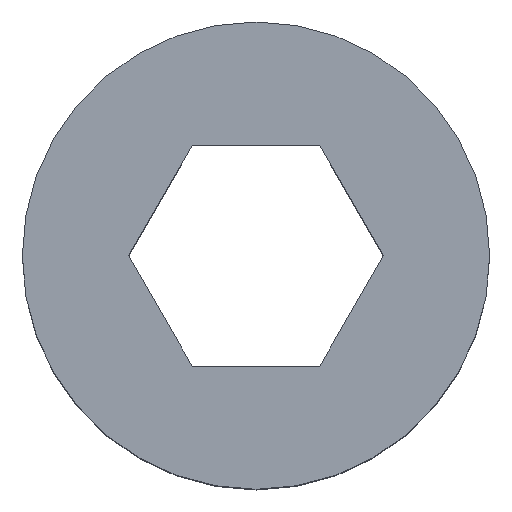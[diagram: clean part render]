
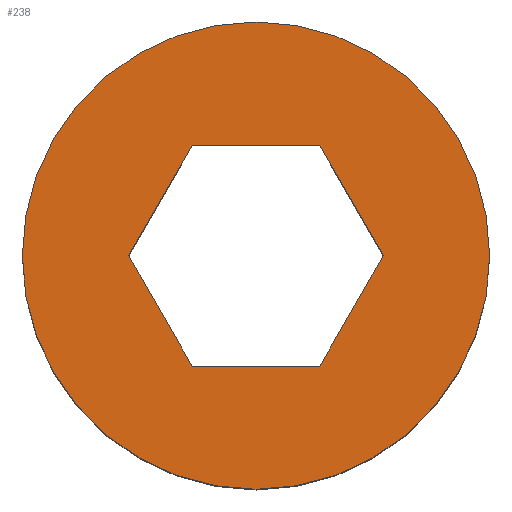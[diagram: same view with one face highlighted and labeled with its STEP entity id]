
A CAD part, top view. The second image highlights one B-rep face of the part: STEP entity #238.
In plain terms, the highlighted planar face has unit normal (0, 0, 1).
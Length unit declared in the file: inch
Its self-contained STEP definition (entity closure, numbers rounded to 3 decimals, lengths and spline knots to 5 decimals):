
#17 = VECTOR ( 'NONE', #271, 39.37008 ) ;
#26 = ORIENTED_EDGE ( 'NONE', *, *, #136, .F. ) ;
#37 = VERTEX_POINT ( 'NONE', #266 ) ;
#38 = CARTESIAN_POINT ( 'NONE',  ( 0.14491, 0.251, 0.4375 ) ) ;
#52 = EDGE_CURVE ( 'NONE', #296, #37, #81, .T. ) ;
#54 = CARTESIAN_POINT ( 'NONE',  ( 0.14491, -0.251, 0.4375 ) ) ;
#73 = CARTESIAN_POINT ( 'NONE',  ( -0.14491, 0.251, 0.4375 ) ) ;
#76 = CIRCLE ( 'NONE', #143, 0.53125 ) ;
#81 = LINE ( 'NONE', #307, #17 ) ;
#92 = CARTESIAN_POINT ( 'NONE',  ( 0.28983, 0., 0.4375 ) ) ;
#94 = FACE_OUTER_BOUND ( 'NONE', #509, .T. ) ;
#96 = CARTESIAN_POINT ( 'NONE',  ( -0.28983, 0., 0.4375 ) ) ;
#103 = ORIENTED_EDGE ( 'NONE', *, *, #370, .F. ) ;
#105 = VERTEX_POINT ( 'NONE', #161 ) ;
#113 = EDGE_CURVE ( 'NONE', #344, #163, #76, .T. ) ;
#120 = EDGE_CURVE ( 'NONE', #245, #105, #283, .T. ) ;
#124 = DIRECTION ( 'NONE',  ( -0.5, 0.866, 0. ) ) ;
#129 = VECTOR ( 'NONE', #124, 39.37008 ) ;
#131 = DIRECTION ( 'NONE',  ( -1., 0., 0. ) ) ;
#136 = EDGE_CURVE ( 'NONE', #335, #245, #395, .T. ) ;
#137 = DIRECTION ( 'NONE',  ( 0.5, 0.866, 0. ) ) ;
#141 = EDGE_CURVE ( 'NONE', #37, #471, #174, .T. ) ;
#143 = AXIS2_PLACEMENT_3D ( 'NONE', #388, #318, #276 ) ;
#144 = LINE ( 'NONE', #73, #345 ) ;
#161 = CARTESIAN_POINT ( 'NONE',  ( -0.14491, 0.251, 0.4375 ) ) ;
#163 = VERTEX_POINT ( 'NONE', #403 ) ;
#174 = LINE ( 'NONE', #466, #485 ) ;
#195 = CARTESIAN_POINT ( 'NONE',  ( 0.14491, -0.251, 0.4375 ) ) ;
#199 = ORIENTED_EDGE ( 'NONE', *, *, #113, .F. ) ;
#215 = AXIS2_PLACEMENT_3D ( 'NONE', #487, #216, #291 ) ;
#216 = DIRECTION ( 'NONE',  ( 0., 0., 1. ) ) ;
#224 = ORIENTED_EDGE ( 'NONE', *, *, #324, .F. ) ;
#230 = EDGE_LOOP ( 'NONE', ( #224, #390, #461, #103, #436, #26 ) ) ;
#238 = ADVANCED_FACE ( 'NONE', ( #295, #94 ), #327, .T. ) ;
#245 = VERTEX_POINT ( 'NONE', #483 ) ;
#252 = LINE ( 'NONE', #54, #458 ) ;
#266 = CARTESIAN_POINT ( 'NONE',  ( -0.14491, -0.251, 0.4375 ) ) ;
#271 = DIRECTION ( 'NONE',  ( 0.5, -0.866, 0. ) ) ;
#276 = DIRECTION ( 'NONE',  ( -1., 0., 0. ) ) ;
#283 = LINE ( 'NONE', #38, #486 ) ;
#291 = DIRECTION ( 'NONE',  ( 1., 0., 0. ) ) ;
#295 = FACE_BOUND ( 'NONE', #230, .T. ) ;
#296 = VERTEX_POINT ( 'NONE', #96 ) ;
#307 = CARTESIAN_POINT ( 'NONE',  ( -0.28983, 0., 0.4375 ) ) ;
#316 = CIRCLE ( 'NONE', #362, 0.53125 ) ;
#318 = DIRECTION ( 'NONE',  ( 0., 0., -1. ) ) ;
#324 = EDGE_CURVE ( 'NONE', #471, #335, #252, .T. ) ;
#327 = PLANE ( 'NONE',  #215 ) ;
#335 = VERTEX_POINT ( 'NONE', #366 ) ;
#342 = DIRECTION ( 'NONE',  ( -0.5, -0.866, 0. ) ) ;
#344 = VERTEX_POINT ( 'NONE', #405 ) ;
#345 = VECTOR ( 'NONE', #342, 39.37008 ) ;
#362 = AXIS2_PLACEMENT_3D ( 'NONE', #452, #501, #410 ) ;
#366 = CARTESIAN_POINT ( 'NONE',  ( 0.28983, 0., 0.4375 ) ) ;
#370 = EDGE_CURVE ( 'NONE', #105, #296, #144, .T. ) ;
#378 = EDGE_CURVE ( 'NONE', #163, #344, #316, .T. ) ;
#388 = CARTESIAN_POINT ( 'NONE',  ( 0., 0., 0.4375 ) ) ;
#390 = ORIENTED_EDGE ( 'NONE', *, *, #141, .F. ) ;
#395 = LINE ( 'NONE', #92, #129 ) ;
#403 = CARTESIAN_POINT ( 'NONE',  ( -0.53125, 0., 0.4375 ) ) ;
#405 = CARTESIAN_POINT ( 'NONE',  ( 0.53125, 0., 0.4375 ) ) ;
#410 = DIRECTION ( 'NONE',  ( -1., 0., 0. ) ) ;
#434 = DIRECTION ( 'NONE',  ( 1., 0., 0. ) ) ;
#436 = ORIENTED_EDGE ( 'NONE', *, *, #120, .F. ) ;
#452 = CARTESIAN_POINT ( 'NONE',  ( 0., 0., 0.4375 ) ) ;
#458 = VECTOR ( 'NONE', #137, 39.37008 ) ;
#461 = ORIENTED_EDGE ( 'NONE', *, *, #52, .F. ) ;
#466 = CARTESIAN_POINT ( 'NONE',  ( -0.14491, -0.251, 0.4375 ) ) ;
#471 = VERTEX_POINT ( 'NONE', #195 ) ;
#483 = CARTESIAN_POINT ( 'NONE',  ( 0.14491, 0.251, 0.4375 ) ) ;
#485 = VECTOR ( 'NONE', #434, 39.37008 ) ;
#486 = VECTOR ( 'NONE', #131, 39.37008 ) ;
#487 = CARTESIAN_POINT ( 'NONE',  ( 0., 0.53125, 0.4375 ) ) ;
#501 = DIRECTION ( 'NONE',  ( 0., 0., -1. ) ) ;
#509 = EDGE_LOOP ( 'NONE', ( #511, #199 ) ) ;
#511 = ORIENTED_EDGE ( 'NONE', *, *, #378, .F. ) ;
